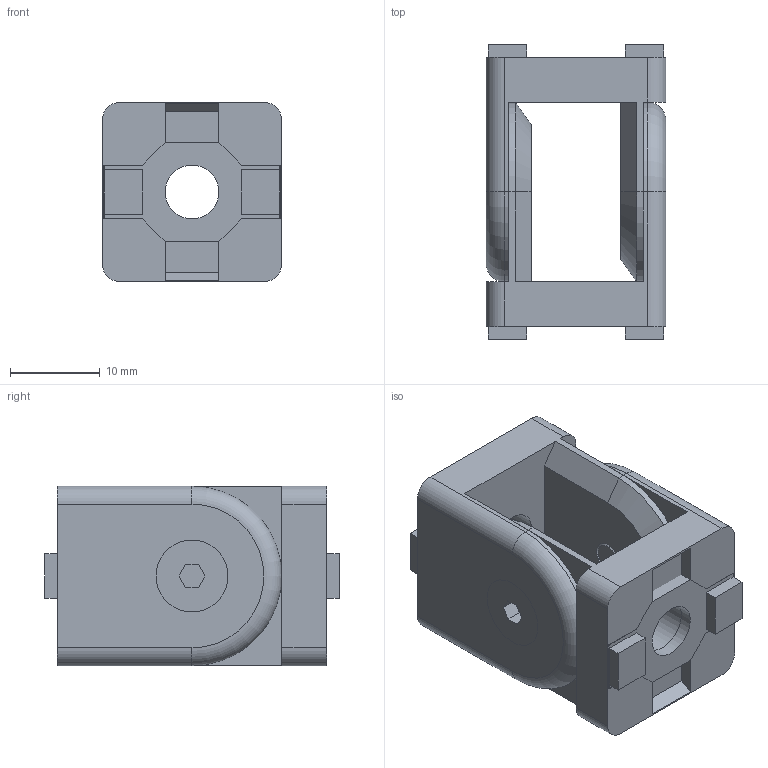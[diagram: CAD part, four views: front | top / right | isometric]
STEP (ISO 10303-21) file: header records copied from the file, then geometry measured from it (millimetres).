
FILE_DESCRIPTION((''),'2;1');
FILE_NAME('AR3557.stp','2016-12-21T08:52:33',('Envy'),(''),'Autodesk Inventor 2013','Autodesk Inventor 2013','');
FILE_SCHEMA(('AUTOMOTIVE_DESIGN { 1 0 10303 214 1 1 1 1 }'));
Length unit declared in the file: millimetre
Products named in the file (4): AR3557; AR3557 przegub 20x20_połowa; AR3557 I; AR3557 II
Assembly tree (6 placements, depth 2):
  AR3557
    AR3557 przegub 20x20_połowa  x2
    AR3557 I  x2
    AR3557 II  x2
Bounding box: 20 x 32.8 x 20 mm (x, y, z)
Volume: 6957.4 mm3; surface area: 6678.1 mm2
Topology: 6 solids, 6 shells, 160 faces, 408 edges, 264 vertices
Faces by surface type: plane 124, cylinder 24, cone 8, torus 4
Full cylindrical faces by diameter (mm): 3.5 x4, 4 x2, 6 x4, 8 x2
Entity records: 2514 total; most frequent: CARTESIAN_POINT 414, DIRECTION 402, ORIENTED_EDGE 386, EDGE_CURVE 193, VECTOR 164, LINE 164, VERTEX_POINT 131, AXIS2_PLACEMENT_3D 119
